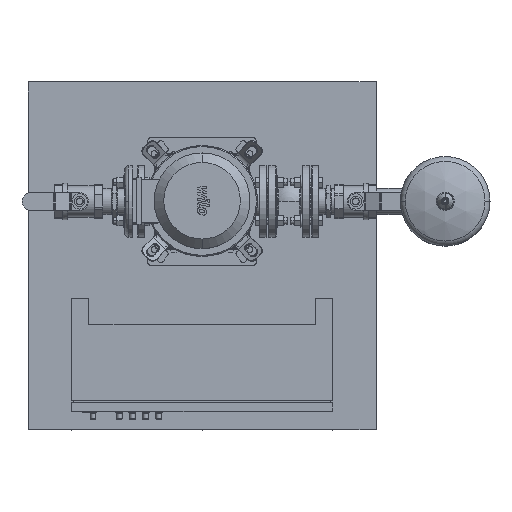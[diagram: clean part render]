
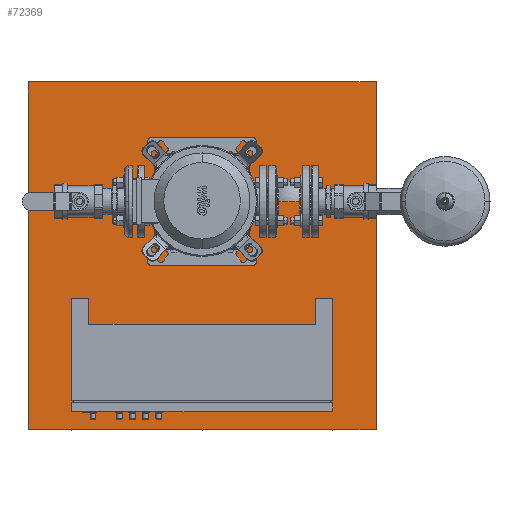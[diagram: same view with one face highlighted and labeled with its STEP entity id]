
A CAD part, top view. The second image highlights one B-rep face of the part: STEP entity #72369.
In plain terms, the highlighted planar face has unit normal (0, 0, 1).
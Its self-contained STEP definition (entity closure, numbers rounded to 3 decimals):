
#72330=CARTESIAN_POINT('',(-400.0,-125.,125.0));
#72331=DIRECTION('',(0.0,0.0,1.0));
#72332=DIRECTION('',(0.0,-1.0,0.0));
#72333=AXIS2_PLACEMENT_3D('',#72330,#72331,#72332);
#72334=PLANE('',#72333);
#72335=CARTESIAN_POINT('',(400.0,-525.0,125.));
#72336=VERTEX_POINT('',#72335);
#72337=CARTESIAN_POINT('',(400.0,275.0,125.));
#72338=VERTEX_POINT('',#72337);
#72339=CARTESIAN_POINT('',(400.0,-525.0,125.));
#72340=DIRECTION('',(0.0,1.0,0.0));
#72341=VECTOR('',#72340,800.0);
#72342=LINE('',#72339,#72341);
#72343=EDGE_CURVE('',#72336,#72338,#72342,.T.);
#72344=ORIENTED_EDGE('',*,*,#72343,.T.);
#72345=CARTESIAN_POINT('',(-400.0,275.0,125.));
#72346=VERTEX_POINT('',#72345);
#72347=CARTESIAN_POINT('',(-400.0,275.0,125.));
#72348=DIRECTION('',(1.0,0.0,0.0));
#72349=VECTOR('',#72348,800.0);
#72350=LINE('',#72347,#72349);
#72351=EDGE_CURVE('',#72346,#72338,#72350,.T.);
#72352=ORIENTED_EDGE('',*,*,#72351,.F.);
#72353=CARTESIAN_POINT('',(-400.0,-525.0,125.));
#72354=VERTEX_POINT('',#72353);
#72355=CARTESIAN_POINT('',(-400.0,275.0,125.));
#72356=DIRECTION('',(0.0,-1.0,0.0));
#72357=VECTOR('',#72356,800.0);
#72358=LINE('',#72355,#72357);
#72359=EDGE_CURVE('',#72346,#72354,#72358,.T.);
#72360=ORIENTED_EDGE('',*,*,#72359,.T.);
#72361=CARTESIAN_POINT('',(-400.0,-525.0,125.));
#72362=DIRECTION('',(1.0,0.0,0.0));
#72363=VECTOR('',#72362,800.0);
#72364=LINE('',#72361,#72363);
#72365=EDGE_CURVE('',#72354,#72336,#72364,.T.);
#72366=ORIENTED_EDGE('',*,*,#72365,.T.);
#72367=EDGE_LOOP('',(#72344,#72352,#72360,#72366));
#72368=FACE_OUTER_BOUND('',#72367,.T.);
#72369=ADVANCED_FACE('',(#72368),#72334,.T.);
